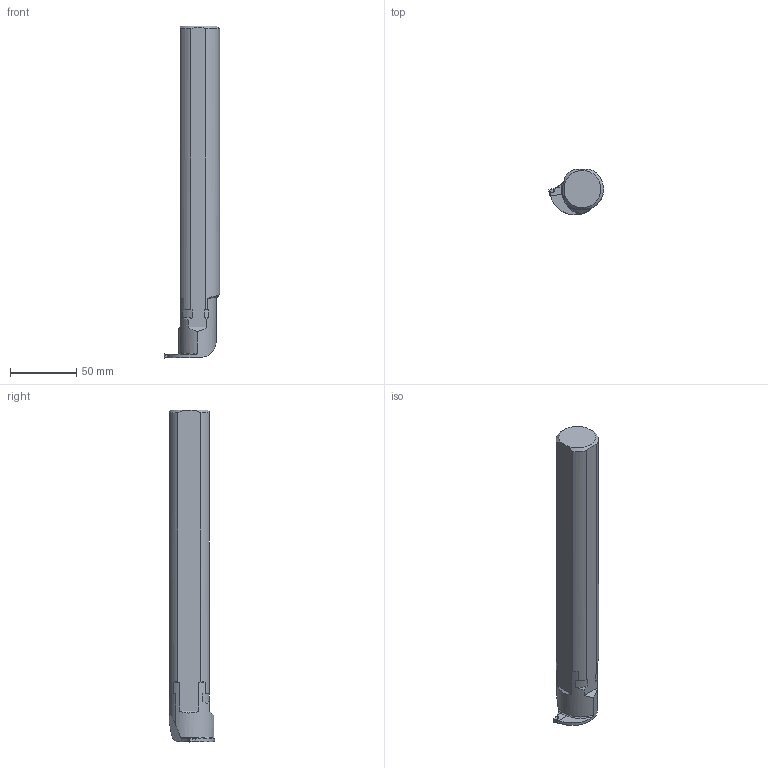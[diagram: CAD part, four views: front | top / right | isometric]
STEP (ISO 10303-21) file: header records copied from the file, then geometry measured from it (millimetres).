
FILE_DESCRIPTION(/* description */ (''),/* implementation_level */ '2;1');
FILE_NAME(/* name */ '1553766672779.stp',/* time_stamp */ '2019-03-28T15:21:47+06:00',/* author */ (''),/* organization */ ('SMS'),/* preprocessor_version */ 'ST-DEVELOPER v15',/* originating_system */ 'SIEMENS PLM Software NX 8.5',/* authorisation */ '');
FILE_SCHEMA (('AUTOMOTIVE_DESIGN { 1 0 10303 214 3 1 1 1 }'));
Length unit declared in the file: millimetre
Products named in the file (4): 201539465mod000_00; ASSEMBLY_CONSTRUCTION; 201718512mod000_00; 201718511mod000_00
Assembly tree (3 placements, depth 2):
  201718511mod000_00
    201718512mod000_00
    ASSEMBLY_CONSTRUCTION
    201539465mod000_00
Bounding box: 41.5 x 34 x 250.02 mm (x, y, z)
Volume: 186953.9 mm3; surface area: 26542.9 mm2
Topology: 2 solids, 2 shells, 69 faces, 196 edges, 137 vertices
Faces by surface type: plane 37, cylinder 17, cone 10, bspline 4, torus 1
Entity records: 2732 total; most frequent: CARTESIAN_POINT 824, ORIENTED_EDGE 390, DIRECTION 347, EDGE_CURVE 195, VERTEX_POINT 130, AXIS2_PLACEMENT_3D 122, LINE 103, VECTOR 103
